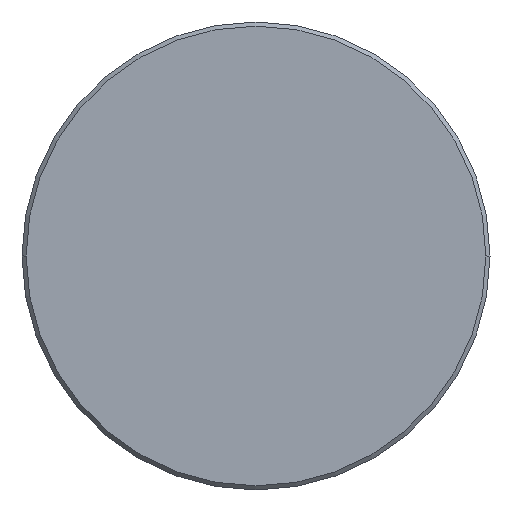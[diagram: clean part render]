
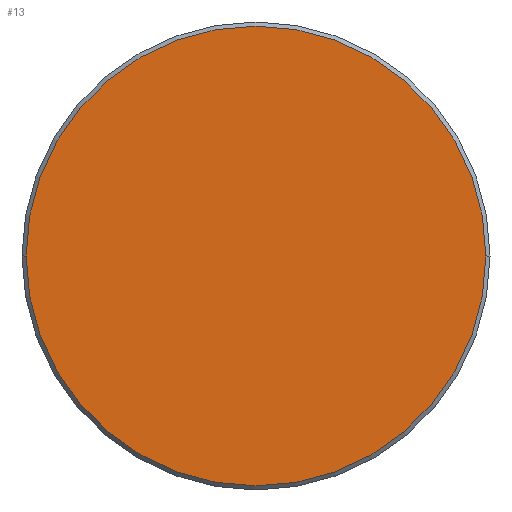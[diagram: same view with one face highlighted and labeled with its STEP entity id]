
A CAD part, left-side view. The second image highlights one B-rep face of the part: STEP entity #13.
In plain terms, the highlighted planar face has unit normal (-1, 0, 0).
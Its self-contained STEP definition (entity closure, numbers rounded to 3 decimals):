
#13 = ADVANCED_FACE ( 'NONE', ( #672 ), #598, .F. ) ;
#58 = DIRECTION ( 'NONE',  ( 1., 0., 0. ) ) ;
#76 = EDGE_CURVE ( 'NONE', #443, #619, #105, .T. ) ;
#77 = CARTESIAN_POINT ( 'NONE',  ( -114.9, 16.7, 0. ) ) ;
#99 = AXIS2_PLACEMENT_3D ( 'NONE', #434, #544, #230 ) ;
#105 = CIRCLE ( 'NONE', #143, 16.7 ) ;
#108 = AXIS2_PLACEMENT_3D ( 'NONE', #481, #58, #440 ) ;
#143 = AXIS2_PLACEMENT_3D ( 'NONE', #494, #561, #503 ) ;
#222 = CIRCLE ( 'NONE', #99, 16.7 ) ;
#230 = DIRECTION ( 'NONE',  ( 0., 1., 0. ) ) ;
#320 = EDGE_CURVE ( 'NONE', #619, #443, #222, .T. ) ;
#336 = ORIENTED_EDGE ( 'NONE', *, *, #320, .T. ) ;
#397 = ORIENTED_EDGE ( 'NONE', *, *, #76, .T. ) ;
#434 = CARTESIAN_POINT ( 'NONE',  ( -114.9, 0., 0. ) ) ;
#440 = DIRECTION ( 'NONE',  ( 0., 1., 0. ) ) ;
#443 = VERTEX_POINT ( 'NONE', #77 ) ;
#449 = EDGE_LOOP ( 'NONE', ( #397, #336 ) ) ;
#481 = CARTESIAN_POINT ( 'NONE',  ( -114.9, 17., 0. ) ) ;
#494 = CARTESIAN_POINT ( 'NONE',  ( -114.9, 0., 0. ) ) ;
#503 = DIRECTION ( 'NONE',  ( 0., 1., 0. ) ) ;
#544 = DIRECTION ( 'NONE',  ( -1., 0., 0. ) ) ;
#561 = DIRECTION ( 'NONE',  ( -1., 0., 0. ) ) ;
#577 = CARTESIAN_POINT ( 'NONE',  ( -114.9, -16.7, 0. ) ) ;
#598 = PLANE ( 'NONE',  #108 ) ;
#619 = VERTEX_POINT ( 'NONE', #577 ) ;
#672 = FACE_OUTER_BOUND ( 'NONE', #449, .T. ) ;
